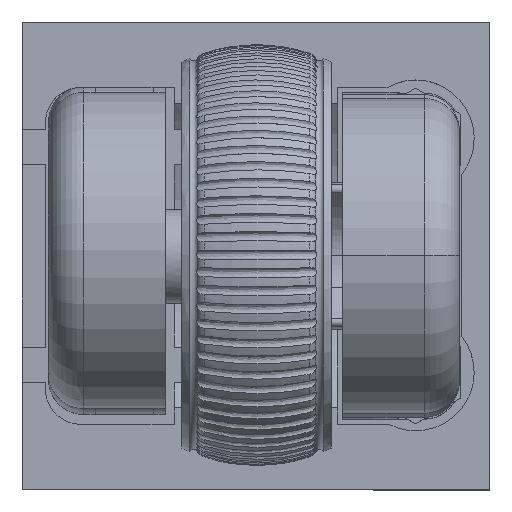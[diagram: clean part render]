
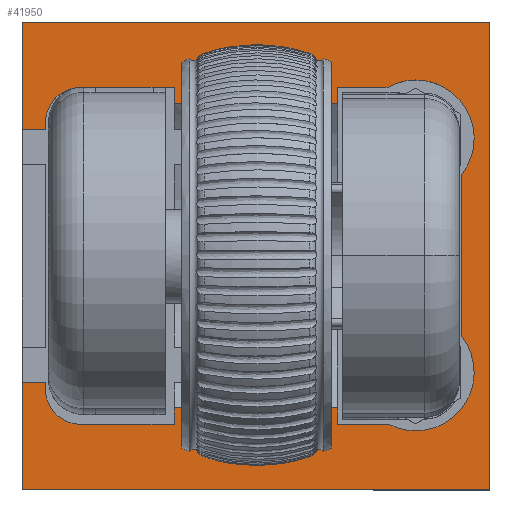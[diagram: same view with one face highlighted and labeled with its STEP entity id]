
A CAD part, top view. The second image highlights one B-rep face of the part: STEP entity #41950.
In plain terms, the highlighted planar face has unit normal (0, 0, 1).
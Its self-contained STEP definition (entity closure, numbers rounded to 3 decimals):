
#40242 = VERTEX_POINT('',#40243);
#40243 = CARTESIAN_POINT('',(-7.2,-3.5,0.));
#40249 = EDGE_CURVE('',#40250,#40242,#40252,.T.);
#40250 = VERTEX_POINT('',#40251);
#40251 = CARTESIAN_POINT('',(-7.2,-5.683,0.));
#40252 = LINE('',#40253,#40254);
#40253 = CARTESIAN_POINT('',(-7.2,-7.3,0.));
#40254 = VECTOR('',#40255,1.);
#40255 = DIRECTION('',(0.,1.,0.));
#40273 = VERTEX_POINT('',#40274);
#40274 = CARTESIAN_POINT('',(-3.44,-8.8,0.));
#40280 = EDGE_CURVE('',#40273,#40250,#40281,.T.);
#40281 = CIRCLE('',#40282,2.5);
#40282 = AXIS2_PLACEMENT_3D('',#40283,#40284,#40285);
#40283 = CARTESIAN_POINT('',(-4.978,-6.829,0.));
#40284 = DIRECTION('',(0.,0.,-1.));
#40285 = DIRECTION('',(-1.,0.,0.));
#40299 = EDGE_CURVE('',#40300,#40273,#40302,.T.);
#40300 = VERTEX_POINT('',#40301);
#40301 = CARTESIAN_POINT('',(3.485,-8.8,0.));
#40302 = LINE('',#40303,#40304);
#40303 = CARTESIAN_POINT('',(-5.1,-8.8,0.));
#40304 = VECTOR('',#40305,1.);
#40305 = DIRECTION('',(-1.,0.,0.));
#40322 = VERTEX_POINT('',#40323);
#40323 = CARTESIAN_POINT('',(7.2,-5.601,0.));
#40329 = EDGE_CURVE('',#40322,#40300,#40330,.T.);
#40330 = CIRCLE('',#40331,2.5);
#40331 = AXIS2_PLACEMENT_3D('',#40332,#40333,#40334);
#40332 = CARTESIAN_POINT('',(5.022,-6.829,0.));
#40333 = DIRECTION('',(0.,0.,-1.));
#40334 = DIRECTION('',(-1.,0.,0.));
#40347 = VERTEX_POINT('',#40348);
#40348 = CARTESIAN_POINT('',(7.2,-3.5,0.));
#40356 = EDGE_CURVE('',#40347,#40322,#40357,.T.);
#40357 = LINE('',#40358,#40359);
#40358 = CARTESIAN_POINT('',(7.2,7.5,0.));
#40359 = VECTOR('',#40360,1.);
#40360 = DIRECTION('',(0.,-1.,0.));
#40372 = EDGE_CURVE('',#40347,#40373,#40375,.T.);
#40373 = VERTEX_POINT('',#40374);
#40374 = CARTESIAN_POINT('',(6.499,-3.5,0.));
#40375 = LINE('',#40376,#40377);
#40376 = CARTESIAN_POINT('',(7.2,-3.5,0.));
#40377 = VECTOR('',#40378,1.);
#40378 = DIRECTION('',(-1.,0.,0.));
#40381 = VERTEX_POINT('',#40382);
#40382 = CARTESIAN_POINT('',(-6.499,-3.5,0.));
#40389 = EDGE_CURVE('',#40381,#40242,#40390,.T.);
#40390 = LINE('',#40391,#40392);
#40391 = CARTESIAN_POINT('',(-7.2,-3.5,0.));
#40392 = VECTOR('',#40393,1.);
#40393 = DIRECTION('',(-1.,0.,0.));
#40458 = VERTEX_POINT('',#40459);
#40459 = CARTESIAN_POINT('',(6.499,3.5,0.));
#40466 = EDGE_CURVE('',#40373,#40458,#40467,.T.);
#40467 = LINE('',#40468,#40469);
#40468 = CARTESIAN_POINT('',(6.499,0.,0.));
#40469 = VECTOR('',#40470,1.);
#40470 = DIRECTION('',(0.,1.,0.));
#40473 = EDGE_CURVE('',#40381,#40474,#40476,.T.);
#40474 = VERTEX_POINT('',#40475);
#40475 = CARTESIAN_POINT('',(-6.499,3.5,0.));
#40476 = LINE('',#40477,#40478);
#40477 = CARTESIAN_POINT('',(-6.499,0.,0.));
#40478 = VECTOR('',#40479,1.);
#40479 = DIRECTION('',(0.,1.,0.));
#40515 = VERTEX_POINT('',#40516);
#40516 = CARTESIAN_POINT('',(10.,-10.,0.));
#40522 = EDGE_CURVE('',#40515,#40523,#40525,.T.);
#40523 = VERTEX_POINT('',#40524);
#40524 = CARTESIAN_POINT('',(-10.,-10.,0.));
#40525 = LINE('',#40526,#40527);
#40526 = CARTESIAN_POINT('',(-5.5,-10.,0.));
#40527 = VECTOR('',#40528,1.);
#40528 = DIRECTION('',(-1.,0.,0.));
#41381 = VERTEX_POINT('',#41382);
#41382 = CARTESIAN_POINT('',(-7.2,3.5,0.));
#41399 = VERTEX_POINT('',#41400);
#41400 = CARTESIAN_POINT('',(-7.2,7.5,0.));
#41406 = EDGE_CURVE('',#41381,#41399,#41407,.T.);
#41407 = LINE('',#41408,#41409);
#41408 = CARTESIAN_POINT('',(-7.2,-7.3,0.));
#41409 = VECTOR('',#41410,1.);
#41410 = DIRECTION('',(0.,1.,0.));
#41421 = EDGE_CURVE('',#41399,#41422,#41424,.T.);
#41422 = VERTEX_POINT('',#41423);
#41423 = CARTESIAN_POINT('',(-5.7,9.,0.));
#41424 = CIRCLE('',#41425,1.5);
#41425 = AXIS2_PLACEMENT_3D('',#41426,#41427,#41428);
#41426 = CARTESIAN_POINT('',(-5.7,7.5,0.));
#41427 = DIRECTION('',(0.,0.,-1.));
#41428 = DIRECTION('',(0.,1.,0.));
#41462 = VERTEX_POINT('',#41463);
#41463 = CARTESIAN_POINT('',(-5.4,9.,0.));
#41469 = EDGE_CURVE('',#41422,#41462,#41470,.T.);
#41470 = LINE('',#41471,#41472);
#41471 = CARTESIAN_POINT('',(-5.7,9.,0.));
#41472 = VECTOR('',#41473,1.);
#41473 = DIRECTION('',(1.,0.,0.));
#41495 = VERTEX_POINT('',#41496);
#41496 = CARTESIAN_POINT('',(5.7,9.,0.));
#41502 = EDGE_CURVE('',#41503,#41495,#41505,.T.);
#41503 = VERTEX_POINT('',#41504);
#41504 = CARTESIAN_POINT('',(5.4,9.,0.));
#41505 = LINE('',#41506,#41507);
#41506 = CARTESIAN_POINT('',(-5.7,9.,0.));
#41507 = VECTOR('',#41508,1.);
#41508 = DIRECTION('',(1.,0.,0.));
#41525 = EDGE_CURVE('',#41495,#41526,#41528,.T.);
#41526 = VERTEX_POINT('',#41527);
#41527 = CARTESIAN_POINT('',(7.2,7.5,0.));
#41528 = CIRCLE('',#41529,1.5);
#41529 = AXIS2_PLACEMENT_3D('',#41530,#41531,#41532);
#41530 = CARTESIAN_POINT('',(5.7,7.5,0.));
#41531 = DIRECTION('',(0.,0.,-1.));
#41532 = DIRECTION('',(1.,0.,0.));
#41560 = VERTEX_POINT('',#41561);
#41561 = CARTESIAN_POINT('',(7.2,3.5,0.));
#41567 = EDGE_CURVE('',#41526,#41560,#41568,.T.);
#41568 = LINE('',#41569,#41570);
#41569 = CARTESIAN_POINT('',(7.2,7.5,0.));
#41570 = VECTOR('',#41571,1.);
#41571 = DIRECTION('',(0.,-1.,0.));
#41597 = EDGE_CURVE('',#40458,#41560,#41598,.T.);
#41598 = LINE('',#41599,#41600);
#41599 = CARTESIAN_POINT('',(7.2,3.5,0.));
#41600 = VECTOR('',#41601,1.);
#41601 = DIRECTION('',(1.,0.,0.));
#41794 = EDGE_CURVE('',#41381,#40474,#41795,.T.);
#41795 = LINE('',#41796,#41797);
#41796 = CARTESIAN_POINT('',(-7.2,3.5,0.));
#41797 = VECTOR('',#41798,1.);
#41798 = DIRECTION('',(1.,0.,0.));
#41818 = VERTEX_POINT('',#41819);
#41819 = CARTESIAN_POINT('',(-5.4,10.,0.));
#41825 = EDGE_CURVE('',#41818,#41462,#41826,.T.);
#41826 = LINE('',#41827,#41828);
#41827 = CARTESIAN_POINT('',(-5.4,4.5,0.));
#41828 = VECTOR('',#41829,1.);
#41829 = DIRECTION('',(0.,-1.,0.));
#41849 = EDGE_CURVE('',#40523,#41850,#41852,.T.);
#41850 = VERTEX_POINT('',#41851);
#41851 = CARTESIAN_POINT('',(-10.,10.,0.));
#41852 = LINE('',#41853,#41854);
#41853 = CARTESIAN_POINT('',(-10.,5.5,0.));
#41854 = VECTOR('',#41855,1.);
#41855 = DIRECTION('',(0.,1.,0.));
#41932 = VERTEX_POINT('',#41933);
#41933 = CARTESIAN_POINT('',(10.,10.,0.));
#41939 = EDGE_CURVE('',#41932,#40515,#41940,.T.);
#41940 = LINE('',#41941,#41942);
#41941 = CARTESIAN_POINT('',(10.,-5.5,0.));
#41942 = VECTOR('',#41943,1.);
#41943 = DIRECTION('',(0.,-1.,0.));
#41950 = ADVANCED_FACE('',(#41951),#41994,.T.);
#41951 = FACE_BOUND('',#41952,.T.);
#41952 = EDGE_LOOP('',(#41953,#41954,#41960,#41961,#41962,#41963,#41971,
    #41977,#41978,#41979,#41980,#41981,#41982,#41983,#41984,#41985,
    #41986,#41987,#41988,#41989,#41990,#41991,#41992,#41993));
#41953 = ORIENTED_EDGE('',*,*,#41825,.F.);
#41954 = ORIENTED_EDGE('',*,*,#41955,.F.);
#41955 = EDGE_CURVE('',#41850,#41818,#41956,.T.);
#41956 = LINE('',#41957,#41958);
#41957 = CARTESIAN_POINT('',(5.5,10.,0.));
#41958 = VECTOR('',#41959,1.);
#41959 = DIRECTION('',(1.,0.,0.));
#41960 = ORIENTED_EDGE('',*,*,#41849,.F.);
#41961 = ORIENTED_EDGE('',*,*,#40522,.F.);
#41962 = ORIENTED_EDGE('',*,*,#41939,.F.);
#41963 = ORIENTED_EDGE('',*,*,#41964,.F.);
#41964 = EDGE_CURVE('',#41965,#41932,#41967,.T.);
#41965 = VERTEX_POINT('',#41966);
#41966 = CARTESIAN_POINT('',(5.4,10.,0.));
#41967 = LINE('',#41968,#41969);
#41968 = CARTESIAN_POINT('',(5.5,10.,0.));
#41969 = VECTOR('',#41970,1.);
#41970 = DIRECTION('',(1.,0.,0.));
#41971 = ORIENTED_EDGE('',*,*,#41972,.F.);
#41972 = EDGE_CURVE('',#41503,#41965,#41973,.T.);
#41973 = LINE('',#41974,#41975);
#41974 = CARTESIAN_POINT('',(5.4,5.,0.));
#41975 = VECTOR('',#41976,1.);
#41976 = DIRECTION('',(0.,1.,0.));
#41977 = ORIENTED_EDGE('',*,*,#41502,.T.);
#41978 = ORIENTED_EDGE('',*,*,#41525,.T.);
#41979 = ORIENTED_EDGE('',*,*,#41567,.T.);
#41980 = ORIENTED_EDGE('',*,*,#41597,.F.);
#41981 = ORIENTED_EDGE('',*,*,#40466,.F.);
#41982 = ORIENTED_EDGE('',*,*,#40372,.F.);
#41983 = ORIENTED_EDGE('',*,*,#40356,.T.);
#41984 = ORIENTED_EDGE('',*,*,#40329,.T.);
#41985 = ORIENTED_EDGE('',*,*,#40299,.T.);
#41986 = ORIENTED_EDGE('',*,*,#40280,.T.);
#41987 = ORIENTED_EDGE('',*,*,#40249,.T.);
#41988 = ORIENTED_EDGE('',*,*,#40389,.F.);
#41989 = ORIENTED_EDGE('',*,*,#40473,.T.);
#41990 = ORIENTED_EDGE('',*,*,#41794,.F.);
#41991 = ORIENTED_EDGE('',*,*,#41406,.T.);
#41992 = ORIENTED_EDGE('',*,*,#41421,.T.);
#41993 = ORIENTED_EDGE('',*,*,#41469,.T.);
#41994 = PLANE('',#41995);
#41995 = AXIS2_PLACEMENT_3D('',#41996,#41997,#41998);
#41996 = CARTESIAN_POINT('',(0.,0.,
    0.));
#41997 = DIRECTION('',(0.,0.,1.));
#41998 = DIRECTION('',(1.,0.,-0.));
